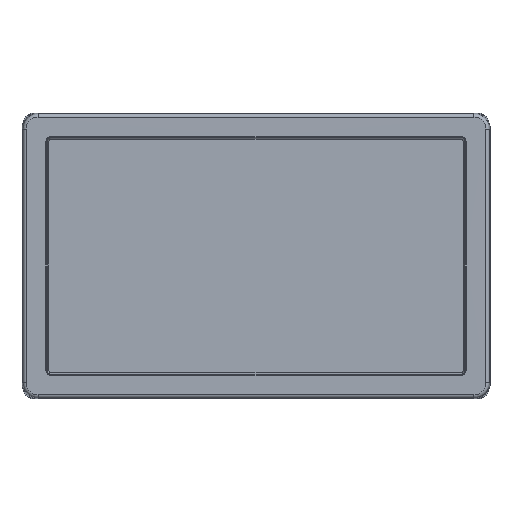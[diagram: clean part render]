
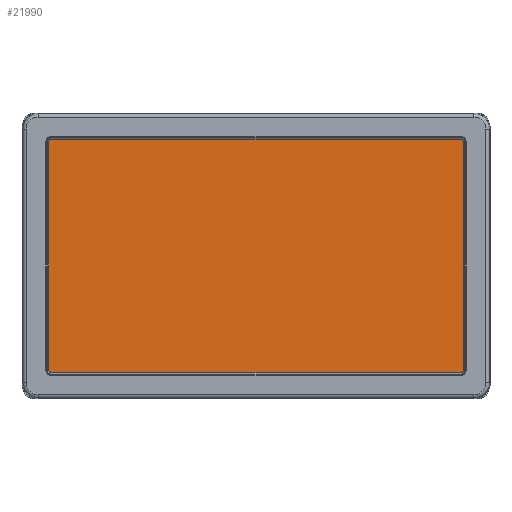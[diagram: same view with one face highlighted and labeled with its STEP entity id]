
A CAD part, top view. The second image highlights one B-rep face of the part: STEP entity #21990.
In plain terms, the highlighted planar face has unit normal (0, 0, 1).
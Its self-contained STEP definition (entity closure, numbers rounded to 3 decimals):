
#7669=DIRECTION('',(-1.,0.,0.));
#7670=VECTOR('',#7669,285.327);
#7671=CARTESIAN_POINT('',(285.327,161.975,-6.5));
#7672=LINE('',#7671,#7670);
#7673=CARTESIAN_POINT('',(285.327,159.275,-6.5));
#7674=DIRECTION('',(0.,0.,1.));
#7675=DIRECTION('',(1.,0.,0.));
#7676=AXIS2_PLACEMENT_3D('',#7673,#7674,#7675);
#7678=DIRECTION('',(0.,1.,0.));
#7679=VECTOR('',#7678,159.275);
#7680=CARTESIAN_POINT('',(288.027,0.,-6.486));
#7681=LINE('',#7680,#7679);
#7682=DIRECTION('',(0.,1.,0.));
#7683=VECTOR('',#7682,159.275);
#7684=CARTESIAN_POINT('',(288.027,-159.275,-6.5));
#7685=LINE('',#7684,#7683);
#7686=CARTESIAN_POINT('',(285.327,-159.275,-6.5));
#7687=DIRECTION('',(0.,0.,1.));
#7688=DIRECTION('',(0.,-1.,0.));
#7689=AXIS2_PLACEMENT_3D('',#7686,#7687,#7688);
#7691=DIRECTION('',(1.,0.,0.));
#7692=VECTOR('',#7691,285.327);
#7693=CARTESIAN_POINT('',(0.,-161.975,-6.486));
#7694=LINE('',#7693,#7692);
#7695=DIRECTION('',(1.,0.,0.));
#7696=VECTOR('',#7695,285.327);
#7697=CARTESIAN_POINT('',(-285.327,-161.975,-6.5));
#7698=LINE('',#7697,#7696);
#7699=CARTESIAN_POINT('',(-285.327,-159.275,-6.5));
#7700=DIRECTION('',(0.,0.,1.));
#7701=DIRECTION('',(-1.,0.,0.));
#7702=AXIS2_PLACEMENT_3D('',#7699,#7700,#7701);
#7704=DIRECTION('',(0.,-1.,0.));
#7705=VECTOR('',#7704,159.275);
#7706=CARTESIAN_POINT('',(-288.027,0.,-6.486));
#7707=LINE('',#7706,#7705);
#7708=DIRECTION('',(0.,-1.,0.));
#7709=VECTOR('',#7708,159.275);
#7710=CARTESIAN_POINT('',(-288.027,159.275,-6.5));
#7711=LINE('',#7710,#7709);
#7712=CARTESIAN_POINT('',(-285.327,159.275,-6.5));
#7713=DIRECTION('',(0.,0.,1.));
#7714=DIRECTION('',(0.,1.,0.));
#7715=AXIS2_PLACEMENT_3D('',#7712,#7713,#7714);
#7717=DIRECTION('',(-1.,0.,0.));
#7718=VECTOR('',#7717,285.327);
#7719=CARTESIAN_POINT('',(0.,161.975,-6.486));
#7720=LINE('',#7719,#7718);
#7880=CARTESIAN_POINT('',(288.027,159.275,-6.5));
#7881=CARTESIAN_POINT('',(285.327,161.975,-6.5));
#7882=VERTEX_POINT('',#7880);
#7883=VERTEX_POINT('',#7881);
#7884=CARTESIAN_POINT('',(-285.327,161.975,-6.5));
#7885=CARTESIAN_POINT('',(-288.027,159.275,-6.5));
#7886=VERTEX_POINT('',#7884);
#7887=VERTEX_POINT('',#7885);
#7888=CARTESIAN_POINT('',(-288.027,-159.275,-6.5));
#7889=CARTESIAN_POINT('',(-285.327,-161.975,-6.5));
#7890=VERTEX_POINT('',#7888);
#7891=VERTEX_POINT('',#7889);
#7892=CARTESIAN_POINT('',(285.327,-161.975,-6.5));
#7893=CARTESIAN_POINT('',(288.027,-159.275,-6.5));
#7894=VERTEX_POINT('',#7892);
#7895=VERTEX_POINT('',#7893);
#10044=CARTESIAN_POINT('',(0.,161.975,-6.486));
#10045=VERTEX_POINT('',#10044);
#10046=CARTESIAN_POINT('',(-288.027,0.,-6.486));
#10047=VERTEX_POINT('',#10046);
#10048=CARTESIAN_POINT('',(0.,-161.975,-6.486));
#10049=VERTEX_POINT('',#10048);
#10050=CARTESIAN_POINT('',(288.027,0.,-6.486));
#10051=VERTEX_POINT('',#10050);
#21971=CARTESIAN_POINT('',(0.,0.,-6.5));
#21972=DIRECTION('',(0.,0.,1.));
#21973=DIRECTION('',(1.,0.,0.));
#21974=AXIS2_PLACEMENT_3D('',#21971,#21972,#21973);
#21975=PLANE('',#21974);
#21976=ORIENTED_EDGE('',*,*,#21634,.F.);
#21977=ORIENTED_EDGE('',*,*,#21661,.F.);
#21978=ORIENTED_EDGE('',*,*,#21677,.F.);
#21979=ORIENTED_EDGE('',*,*,#21689,.F.);
#21980=ORIENTED_EDGE('',*,*,#21770,.F.);
#21981=ORIENTED_EDGE('',*,*,#21797,.F.);
#21982=ORIENTED_EDGE('',*,*,#21782,.F.);
#21983=ORIENTED_EDGE('',*,*,#21809,.F.);
#21984=ORIENTED_EDGE('',*,*,#21839,.F.);
#21985=ORIENTED_EDGE('',*,*,#21824,.F.);
#21986=ORIENTED_EDGE('',*,*,#21853,.F.);
#21987=ORIENTED_EDGE('',*,*,#21649,.F.);
#21988=EDGE_LOOP('',(#21976,#21977,#21978,#21979,#21980,#21981,#21982,#21983,
#21984,#21985,#21986,#21987));
#21989=FACE_OUTER_BOUND('',#21988,.F.);
#21990=ADVANCED_FACE('',(#21989),#21975,.T.);
#7677=CIRCLE('',#7676,2.7);
#7690=CIRCLE('',#7689,2.7);
#7703=CIRCLE('',#7702,2.7);
#7716=CIRCLE('',#7715,2.7);
#21634=EDGE_CURVE('',#7883,#10045,#7672,.T.);
#21649=EDGE_CURVE('',#10045,#7886,#7720,.T.);
#21661=EDGE_CURVE('',#7882,#7883,#7677,.T.);
#21677=EDGE_CURVE('',#10051,#7882,#7681,.T.);
#21689=EDGE_CURVE('',#7895,#10051,#7685,.T.);
#21770=EDGE_CURVE('',#7894,#7895,#7690,.T.);
#21782=EDGE_CURVE('',#7891,#10049,#7698,.T.);
#21797=EDGE_CURVE('',#10049,#7894,#7694,.T.);
#21809=EDGE_CURVE('',#7890,#7891,#7703,.T.);
#21824=EDGE_CURVE('',#7887,#10047,#7711,.T.);
#21839=EDGE_CURVE('',#10047,#7890,#7707,.T.);
#21853=EDGE_CURVE('',#7886,#7887,#7716,.T.);
